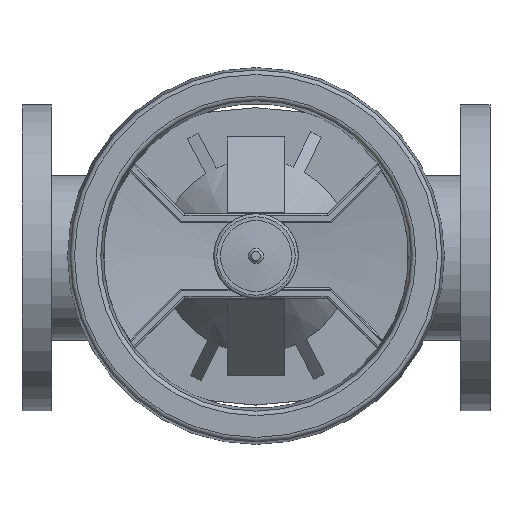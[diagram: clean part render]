
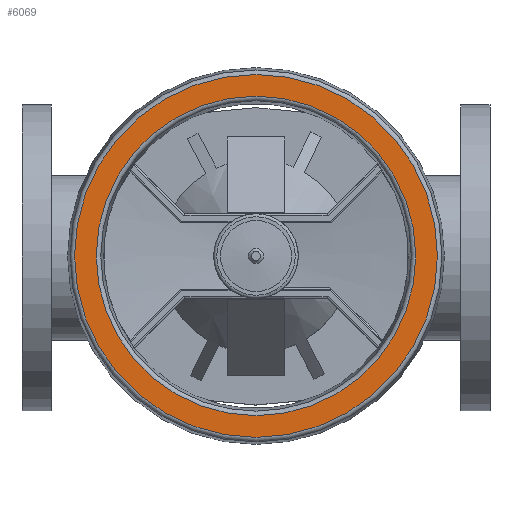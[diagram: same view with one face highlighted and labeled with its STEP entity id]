
A CAD part, top view. The second image highlights one B-rep face of the part: STEP entity #6069.
In plain terms, the highlighted planar face has unit normal (0, 0, 1).
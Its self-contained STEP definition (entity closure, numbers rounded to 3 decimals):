
#150=PLANE($,#6518);
#1391=FACE_BOUND($,#1910,.T.);
#1544=FACE_OUTER_BOUND($,#1909,.T.);
#1909=EDGE_LOOP($,(#4530));
#1910=EDGE_LOOP($,(#4531));
#2220=CIRCLE($,#6350,120.182);
#2228=CIRCLE($,#6360,105.818);
#2511=VERTEX_POINT($,#8913);
#2519=VERTEX_POINT($,#8931);
#3117=EDGE_CURVE($,#2511,#2511,#2220,.T.);
#3125=EDGE_CURVE($,#2519,#2519,#2228,.T.);
#4530=ORIENTED_EDGE($,*,*,#3117,.F.);
#4531=ORIENTED_EDGE($,*,*,#3125,.F.);
#6069=ADVANCED_FACE($,(#1544,#1391),#150,.T.);
#6350=AXIS2_PLACEMENT_3D($,#8914,#7053,#7054);
#6360=AXIS2_PLACEMENT_3D($,#8932,#7073,#7074);
#6518=AXIS2_PLACEMENT_3D($,#10131,#7522,#7523);
#7053=DIRECTION('center_axis',(0.,0.,-1.));
#7054=DIRECTION('ref_axis',(1.,0.,0.));
#7073=DIRECTION('center_axis',(0.,0.,1.));
#7074=DIRECTION('ref_axis',(1.,0.,0.));
#7522=DIRECTION('center_axis',(0.,0.,1.));
#7523=DIRECTION('ref_axis',(1.,0.,0.));
#8913=CARTESIAN_POINT('',(-120.185,0.808,254.));
#8914=CARTESIAN_POINT('Origin',(-0.004,0.808,254.));
#8931=CARTESIAN_POINT('',(105.815,0.808,254.));
#8932=CARTESIAN_POINT('Origin',(-0.004,0.808,254.));
#10131=CARTESIAN_POINT('Origin',(-113.004,0.808,254.));
